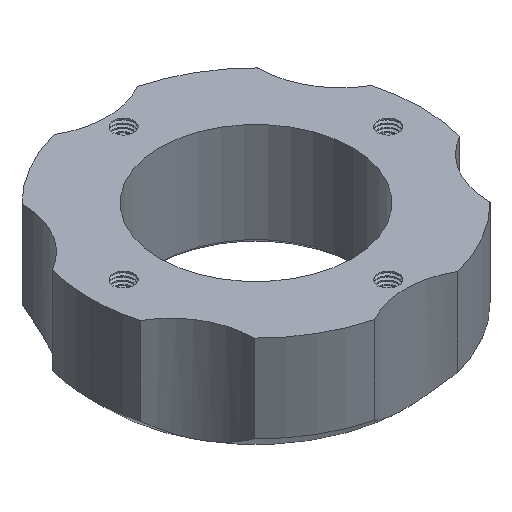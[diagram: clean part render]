
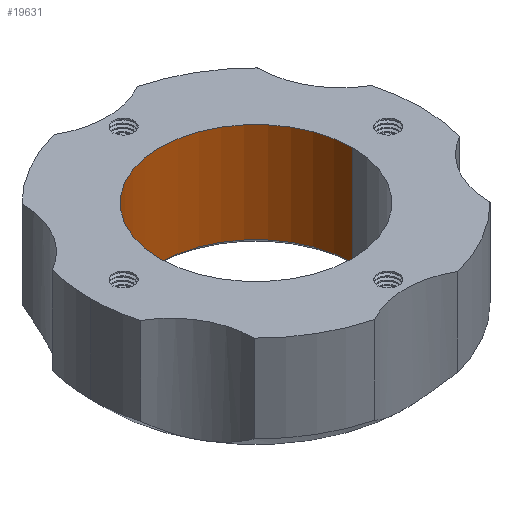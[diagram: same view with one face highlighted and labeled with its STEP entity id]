
A CAD part, isometric view. The second image highlights one B-rep face of the part: STEP entity #19631.
In plain terms, the highlighted cylindrical face has radius 11.625 mm (diameter 23.25 mm), a partial arc.
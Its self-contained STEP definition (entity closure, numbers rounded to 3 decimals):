
#955 = CARTESIAN_POINT ( 'NONE',  ( 11.625, 0., 0.5 ) ) ;
#1766 = EDGE_LOOP ( 'NONE', ( #14536, #9082, #9332, #4172 ) ) ;
#1825 = DIRECTION ( 'NONE',  ( 1., 0., 0. ) ) ;
#2105 = VERTEX_POINT ( 'NONE', #8184 ) ;
#2251 = DIRECTION ( 'NONE',  ( 0., 0., 1. ) ) ;
#2307 = DIRECTION ( 'NONE',  ( 0., 0., 1. ) ) ;
#2765 = EDGE_CURVE ( 'NONE', #15306, #2105, #13483, .T. ) ;
#3709 = VERTEX_POINT ( 'NONE', #5106 ) ;
#4172 = ORIENTED_EDGE ( 'NONE', *, *, #11737, .T. ) ;
#4892 = DIRECTION ( 'NONE',  ( 0., 0., 1. ) ) ;
#4998 = VERTEX_POINT ( 'NONE', #11057 ) ;
#5106 = CARTESIAN_POINT ( 'NONE',  ( -11.625, 0., 12.552 ) ) ;
#5155 = CARTESIAN_POINT ( 'NONE',  ( 11.625, 0., 0. ) ) ;
#5514 = FACE_OUTER_BOUND ( 'NONE', #1766, .T. ) ;
#5830 = AXIS2_PLACEMENT_3D ( 'NONE', #9340, #11006, #1825 ) ;
#6221 = CARTESIAN_POINT ( 'NONE',  ( 0., 0., 12.552 ) ) ;
#7735 = DIRECTION ( 'NONE',  ( 0., 0., 1. ) ) ;
#7787 = EDGE_CURVE ( 'NONE', #4998, #3709, #11284, .T. ) ;
#7866 = AXIS2_PLACEMENT_3D ( 'NONE', #6221, #7735, #16966 ) ;
#8184 = CARTESIAN_POINT ( 'NONE',  ( 11.625, 0., 12.552 ) ) ;
#8915 = AXIS2_PLACEMENT_3D ( 'NONE', #15959, #2251, #18835 ) ;
#9082 = ORIENTED_EDGE ( 'NONE', *, *, #11644, .T. ) ;
#9332 = ORIENTED_EDGE ( 'NONE', *, *, #2765, .T. ) ;
#9340 = CARTESIAN_POINT ( 'NONE',  ( 0., 0., 0.5 ) ) ;
#9610 = CARTESIAN_POINT ( 'NONE',  ( -11.625, 0., 0. ) ) ;
#11006 = DIRECTION ( 'NONE',  ( 0., 0., -1. ) ) ;
#11057 = CARTESIAN_POINT ( 'NONE',  ( -11.625, 0., 0.5 ) ) ;
#11284 = LINE ( 'NONE', #9610, #11753 ) ;
#11644 = EDGE_CURVE ( 'NONE', #4998, #15306, #15137, .T. ) ;
#11737 = EDGE_CURVE ( 'NONE', #2105, #3709, #17994, .T. ) ;
#11753 = VECTOR ( 'NONE', #4892, 1000. ) ;
#11946 = CYLINDRICAL_SURFACE ( 'NONE', #8915, 11.625 ) ;
#13483 = LINE ( 'NONE', #5155, #18474 ) ;
#14536 = ORIENTED_EDGE ( 'NONE', *, *, #7787, .F. ) ;
#15137 = CIRCLE ( 'NONE', #5830, 11.625 ) ;
#15306 = VERTEX_POINT ( 'NONE', #955 ) ;
#15959 = CARTESIAN_POINT ( 'NONE',  ( 0., 0., 0. ) ) ;
#16966 = DIRECTION ( 'NONE',  ( 1., 0., 0. ) ) ;
#17994 = CIRCLE ( 'NONE', #7866, 11.625 ) ;
#18474 = VECTOR ( 'NONE', #2307, 1000. ) ;
#18835 = DIRECTION ( 'NONE',  ( 1., 0., 0. ) ) ;
#19631 = ADVANCED_FACE ( 'NONE', ( #5514 ), #11946, .F. ) ;
